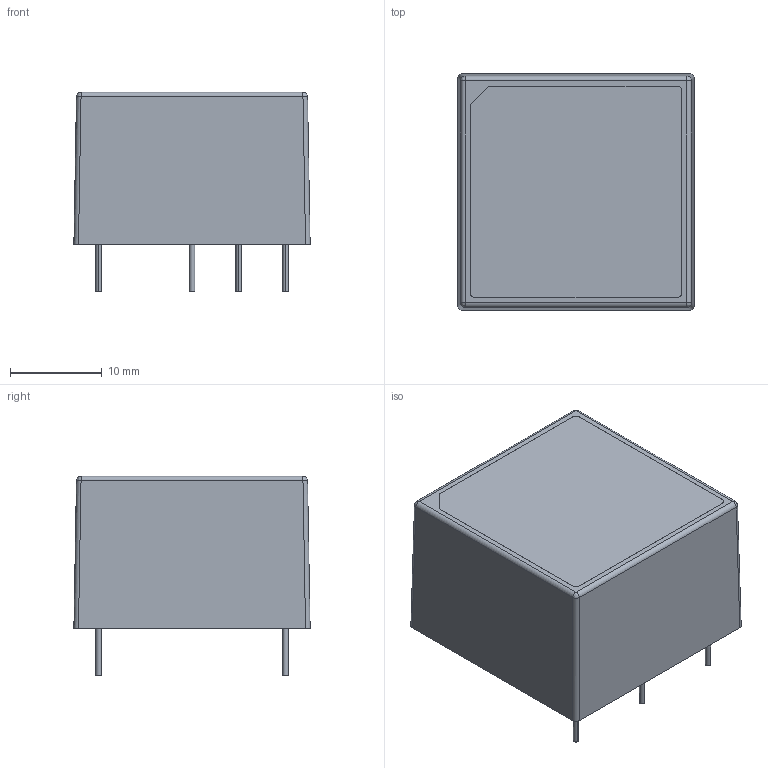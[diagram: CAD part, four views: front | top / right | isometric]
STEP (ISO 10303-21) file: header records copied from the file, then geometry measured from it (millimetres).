
FILE_DESCRIPTION(('FreeCAD Model'),'2;1');
FILE_NAME( 'TMPS_05-XX.step', '2018-06-28T16:46:35',('Author'),(''), 'Open CASCADE STEP processor 6.8','FreeCAD','Unknown');
FILE_SCHEMA(('AUTOMOTIVE_DESIGN { 1 0 10303 214 1 1 1 1 }'));
Length unit declared in the file: millimetre
Products named in the file (1): TMPS_05-XX
Bounding box: 25.7 x 25.7 x 21.68 mm (x, y, z)
Volume: 10353.8 mm3; surface area: 3055.8 mm2
Topology: 1 solids, 1 shells, 67 faces, 162 edges, 104 vertices
Faces by surface type: plane 38, cylinder 25, bspline 4
Entity records: 2465 total; most frequent: CARTESIAN_POINT 430, ORIENTED_EDGE 324, DIRECTION 316, EDGE_CURVE 162, LINE 112, VECTOR 112, VERTEX_POINT 104, AXIS2_PLACEMENT_3D 102
